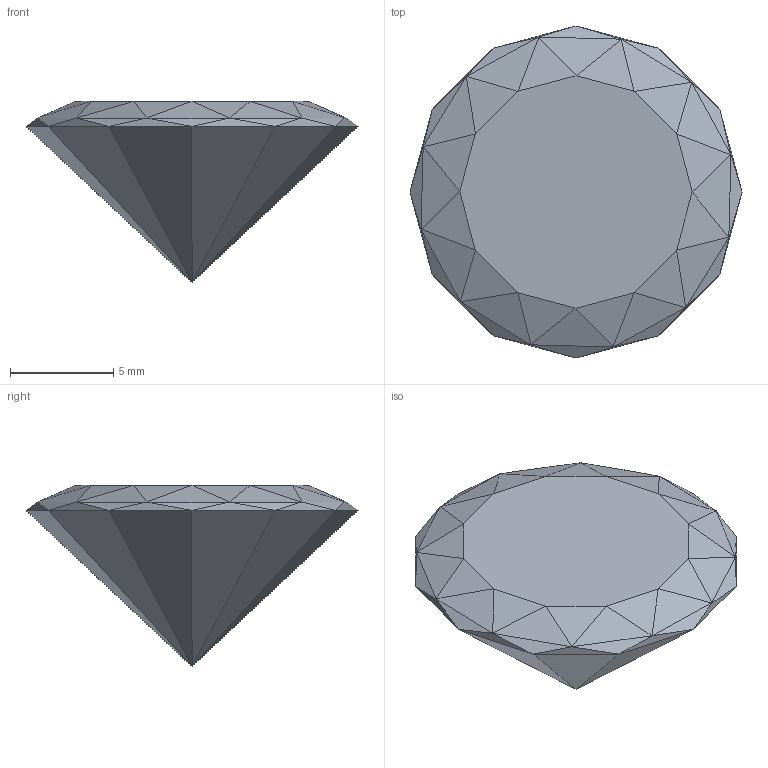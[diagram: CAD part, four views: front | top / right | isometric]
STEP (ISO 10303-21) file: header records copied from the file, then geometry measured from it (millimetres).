
FILE_DESCRIPTION(('FreeCAD Model'),'2;1');
FILE_NAME('Open CASCADE Shape Model','2025-05-04T06:38:10',('FreeCAD'),( 'FreeCAD'),'Open CASCADE STEP processor 7.6','FreeCAD','Unknown');
FILE_SCHEMA(('AUTOMOTIVE_DESIGN { 1 0 10303 214 1 1 1 1 }'));
Length unit declared in the file: millimetre
Products named in the file (1): Open CASCADE STEP translator 7.6 1
Bounding box: 16.07 x 16.07 x 8.77 mm (x, y, z)
Volume: 673.7 mm3; surface area: 482.7 mm2
Topology: 1 solids, 1 shells, 61 faces, 100 edges, 41 vertices
Faces by surface type: bspline 61
Entity records: 1557 total; most frequent: CARTESIAN_POINT 863, ORIENTED_EDGE 192, B_SPLINE_CURVE_WITH_KNOTS 100, EDGE_CURVE 96, ADVANCED_FACE 61, FACE_BOUND 61, EDGE_LOOP 61, B_SPLINE_SURFACE_WITH_KNOTS 61
